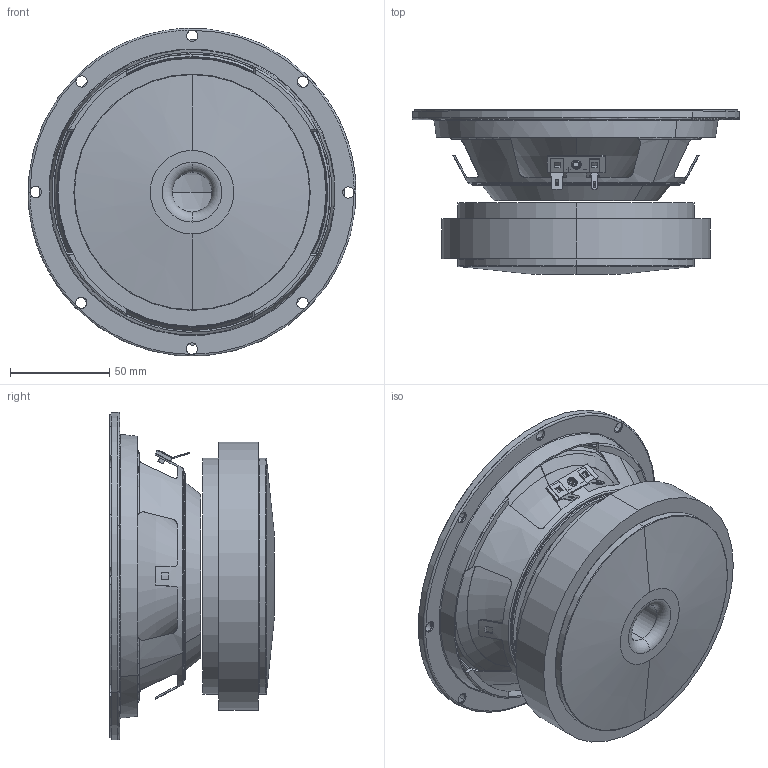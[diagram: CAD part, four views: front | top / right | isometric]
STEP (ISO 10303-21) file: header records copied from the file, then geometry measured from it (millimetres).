
FILE_DESCRIPTION (( 'STEP AP203' ), '1' );
FILE_NAME ('61FINDX16-332A.STEP', '2023-04-04T07:26:53', ( '微软用户' ), ( '微软中国' ), 'SwSTEP 2.0', 'SolidWorks 2020', '' );
FILE_SCHEMA (( 'CONFIG_CONTROL_DESIGN' ));
Length unit declared in the file: millimetre
Products named in the file (1): 61FINDX16-332A
Bounding box: 165.03 x 82.9 x 164.83 mm (x, y, z)
Surface area: 155410.6 mm2 (no closed solid volume)
Topology: 0 solids, 21 shells, 365 faces, 1117 edges, 753 vertices
Faces by surface type: plane 150, cylinder 108, torus 55, cone 50, sphere 2
Entity records: 13021 total; most frequent: CARTESIAN_POINT 3017, DIRECTION 2185, ORIENTED_EDGE 1857, EDGE_CURVE 1117, AXIS2_PLACEMENT_3D 827, VERTEX_POINT 753, LINE 531, VECTOR 531
